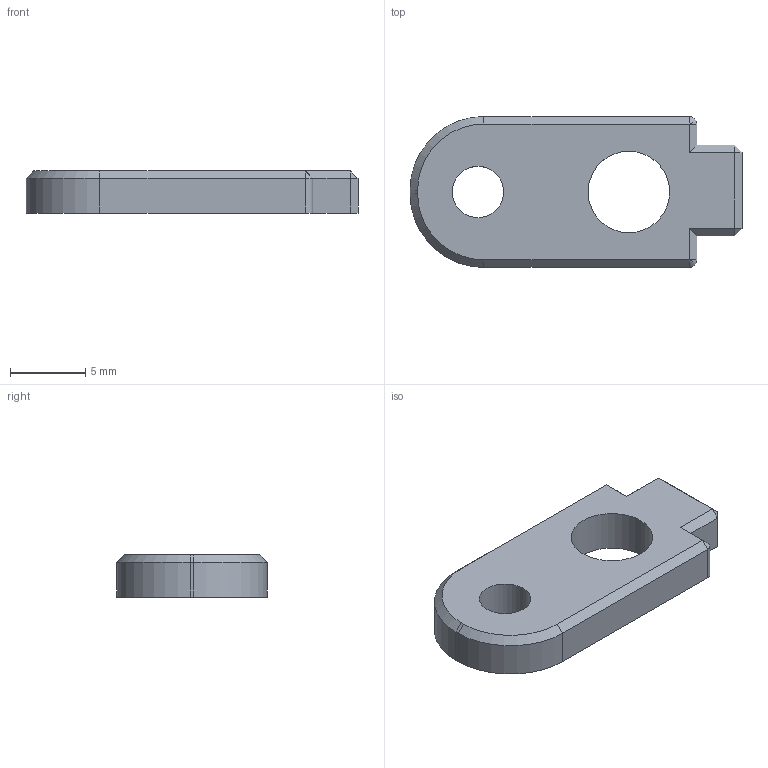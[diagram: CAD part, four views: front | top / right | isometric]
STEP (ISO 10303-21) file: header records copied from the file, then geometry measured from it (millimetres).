
FILE_DESCRIPTION(('FreeCAD Model'),'2;1');
FILE_NAME('Open CASCADE Shape Model','2023-03-22T14:19:29',('Author'),( ''),'Open CASCADE STEP processor 7.5','FreeCAD','Unknown');
FILE_SCHEMA(('AUTOMOTIVE_DESIGN { 1 0 10303 214 1 1 1 1 }'));
Length unit declared in the file: millimetre
Products named in the file (1): retaining.plate
Bounding box: 22 x 10 x 2.8 mm (x, y, z)
Volume: 455.8 mm3; surface area: 555.3 mm2
Topology: 1 solids, 1 shells, 32 faces, 74 edges, 42 vertices
Faces by surface type: plane 22, cylinder 6, cone 4
Full cylindrical faces by diameter (mm): 3.4 x1, 5.4 x1
Entity records: 1828 total; most frequent: CARTESIAN_POINT 331, DIRECTION 276, LINE 176, VECTOR 176, ORIENTED_EDGE 144, PCURVE 144, DEFINITIONAL_REPRESENTATION 144, EDGE_CURVE 72
